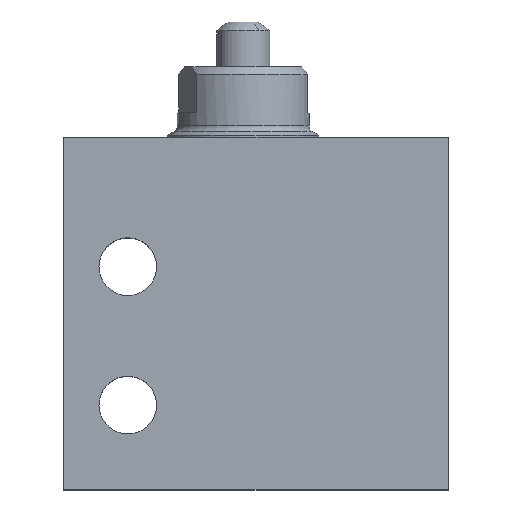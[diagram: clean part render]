
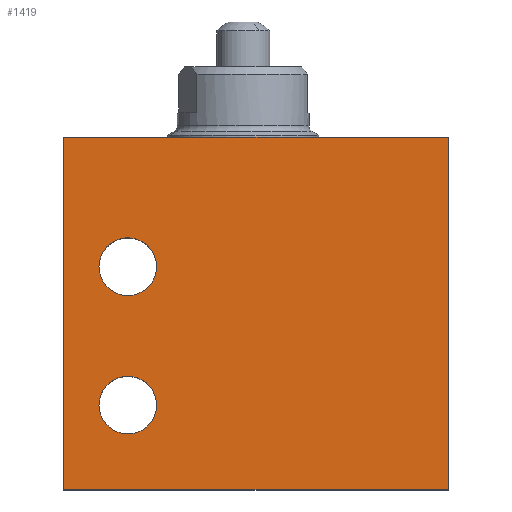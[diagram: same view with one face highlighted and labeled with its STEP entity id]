
A CAD part, top view. The second image highlights one B-rep face of the part: STEP entity #1419.
In plain terms, the highlighted planar face has unit normal (0, 0, 1).
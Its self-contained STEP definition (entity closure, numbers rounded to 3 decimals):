
#3 = LINE ( 'NONE', #688, #1653 ) ;
#28 = EDGE_CURVE ( 'NONE', #223, #954, #860, .T. ) ;
#94 = DIRECTION ( 'NONE',  ( 0., 0., 1. ) ) ;
#140 = CARTESIAN_POINT ( 'NONE',  ( 0., 27.5, 15. ) ) ;
#156 = DIRECTION ( 'NONE',  ( -1., 0., 0. ) ) ;
#161 = CARTESIAN_POINT ( 'NONE',  ( 5., 17.4, 15. ) ) ;
#162 = CARTESIAN_POINT ( 'NONE',  ( 30., 0., 15. ) ) ;
#170 = CARTESIAN_POINT ( 'NONE',  ( 0., 27.5, 15. ) ) ;
#206 = AXIS2_PLACEMENT_3D ( 'NONE', #140, #437, #156 ) ;
#223 = VERTEX_POINT ( 'NONE', #162 ) ;
#296 = ORIENTED_EDGE ( 'NONE', *, *, #1118, .F. ) ;
#359 = CIRCLE ( 'NONE', #1476, 2.25 ) ;
#377 = VERTEX_POINT ( 'NONE', #749 ) ;
#414 = VERTEX_POINT ( 'NONE', #816 ) ;
#430 = FACE_OUTER_BOUND ( 'NONE', #660, .T. ) ;
#437 = DIRECTION ( 'NONE',  ( 0., 0., -1. ) ) ;
#451 = CARTESIAN_POINT ( 'NONE',  ( 2.75, 17.4, 15. ) ) ;
#475 = DIRECTION ( 'NONE',  ( -1., 0., 0. ) ) ;
#485 = EDGE_CURVE ( 'NONE', #637, #377, #1631, .T. ) ;
#533 = DIRECTION ( 'NONE',  ( 0., 1., 0. ) ) ;
#537 = EDGE_CURVE ( 'NONE', #414, #910, #3, .T. ) ;
#637 = VERTEX_POINT ( 'NONE', #868 ) ;
#647 = FACE_BOUND ( 'NONE', #1090, .T. ) ;
#660 = EDGE_LOOP ( 'NONE', ( #733, #764, #1719, #1308 ) ) ;
#669 = DIRECTION ( 'NONE',  ( 0., 0., 1. ) ) ;
#688 = CARTESIAN_POINT ( 'NONE',  ( 0., 0., 15. ) ) ;
#698 = AXIS2_PLACEMENT_3D ( 'NONE', #161, #1496, #909 ) ;
#733 = ORIENTED_EDGE ( 'NONE', *, *, #537, .T. ) ;
#736 = EDGE_CURVE ( 'NONE', #1302, #1901, #1398, .T. ) ;
#749 = CARTESIAN_POINT ( 'NONE',  ( 7.25, 6.6, 15. ) ) ;
#764 = ORIENTED_EDGE ( 'NONE', *, *, #1185, .T. ) ;
#801 = VECTOR ( 'NONE', #475, 1000. ) ;
#814 = DIRECTION ( 'NONE',  ( 1., 0., 0. ) ) ;
#816 = CARTESIAN_POINT ( 'NONE',  ( 0., 27.5, 15. ) ) ;
#819 = EDGE_CURVE ( 'NONE', #954, #414, #1281, .T. ) ;
#837 = DIRECTION ( 'NONE',  ( 1., 0., 0. ) ) ;
#860 = LINE ( 'NONE', #959, #1613 ) ;
#868 = CARTESIAN_POINT ( 'NONE',  ( 2.75, 6.6, 15. ) ) ;
#909 = DIRECTION ( 'NONE',  ( 1., 0., 0. ) ) ;
#910 = VERTEX_POINT ( 'NONE', #1093 ) ;
#922 = EDGE_CURVE ( 'NONE', #377, #637, #359, .T. ) ;
#950 = ORIENTED_EDGE ( 'NONE', *, *, #485, .F. ) ;
#954 = VERTEX_POINT ( 'NONE', #1738 ) ;
#959 = CARTESIAN_POINT ( 'NONE',  ( 30., 0., 15. ) ) ;
#1026 = CARTESIAN_POINT ( 'NONE',  ( 7.25, 17.4, 15. ) ) ;
#1090 = EDGE_LOOP ( 'NONE', ( #1201, #950 ) ) ;
#1093 = CARTESIAN_POINT ( 'NONE',  ( 0., 0., 15. ) ) ;
#1109 = LINE ( 'NONE', #1137, #1163 ) ;
#1118 = EDGE_CURVE ( 'NONE', #1901, #1302, #1346, .T. ) ;
#1137 = CARTESIAN_POINT ( 'NONE',  ( 0., 0., 15. ) ) ;
#1163 = VECTOR ( 'NONE', #837, 1000. ) ;
#1185 = EDGE_CURVE ( 'NONE', #910, #223, #1109, .T. ) ;
#1201 = ORIENTED_EDGE ( 'NONE', *, *, #922, .F. ) ;
#1228 = AXIS2_PLACEMENT_3D ( 'NONE', #1276, #94, #1254 ) ;
#1254 = DIRECTION ( 'NONE',  ( 1., 0., 0. ) ) ;
#1276 = CARTESIAN_POINT ( 'NONE',  ( 5., 6.6, 15. ) ) ;
#1280 = CARTESIAN_POINT ( 'NONE',  ( 5., 6.6, 15. ) ) ;
#1281 = LINE ( 'NONE', #170, #801 ) ;
#1289 = DIRECTION ( 'NONE',  ( 0., 0., 1. ) ) ;
#1302 = VERTEX_POINT ( 'NONE', #451 ) ;
#1308 = ORIENTED_EDGE ( 'NONE', *, *, #819, .T. ) ;
#1336 = ORIENTED_EDGE ( 'NONE', *, *, #736, .F. ) ;
#1346 = CIRCLE ( 'NONE', #1863, 2.25 ) ;
#1398 = CIRCLE ( 'NONE', #698, 2.25 ) ;
#1419 = ADVANCED_FACE ( 'NONE', ( #1867, #647, #430 ), #1759, .F. ) ;
#1476 = AXIS2_PLACEMENT_3D ( 'NONE', #1280, #1289, #814 ) ;
#1496 = DIRECTION ( 'NONE',  ( 0., 0., 1. ) ) ;
#1613 = VECTOR ( 'NONE', #533, 1000. ) ;
#1614 = EDGE_LOOP ( 'NONE', ( #296, #1336 ) ) ;
#1631 = CIRCLE ( 'NONE', #1228, 2.25 ) ;
#1653 = VECTOR ( 'NONE', #1907, 1000. ) ;
#1688 = CARTESIAN_POINT ( 'NONE',  ( 5., 17.4, 15. ) ) ;
#1704 = DIRECTION ( 'NONE',  ( 1., 0., 0. ) ) ;
#1719 = ORIENTED_EDGE ( 'NONE', *, *, #28, .T. ) ;
#1738 = CARTESIAN_POINT ( 'NONE',  ( 30., 27.5, 15. ) ) ;
#1759 = PLANE ( 'NONE',  #206 ) ;
#1863 = AXIS2_PLACEMENT_3D ( 'NONE', #1688, #669, #1704 ) ;
#1867 = FACE_BOUND ( 'NONE', #1614, .T. ) ;
#1901 = VERTEX_POINT ( 'NONE', #1026 ) ;
#1907 = DIRECTION ( 'NONE',  ( 0., -1., 0. ) ) ;
